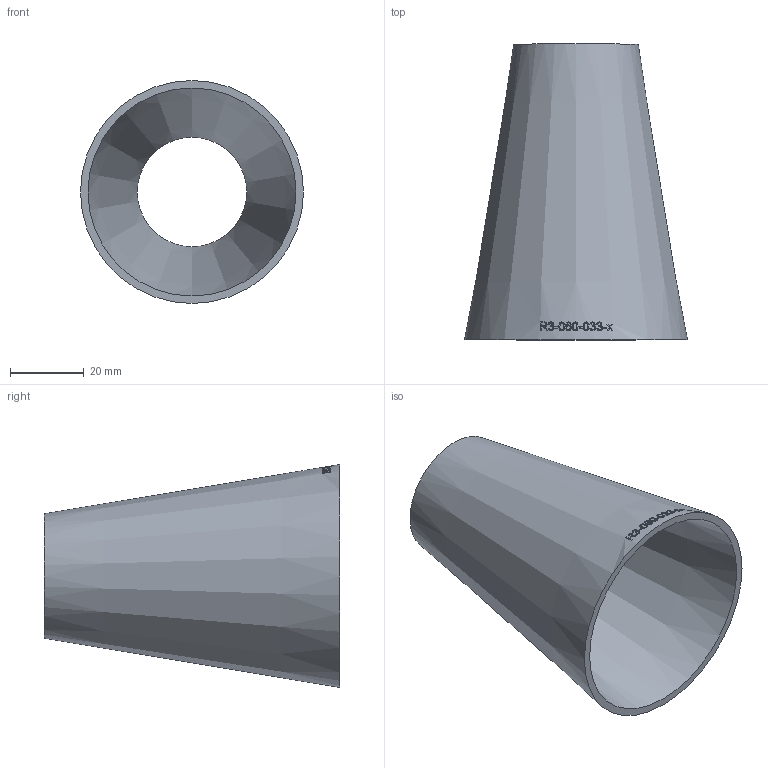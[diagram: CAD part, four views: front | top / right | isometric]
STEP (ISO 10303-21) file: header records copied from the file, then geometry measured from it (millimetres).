
FILE_DESCRIPTION (( 'STEP AP214' ), '1' );
FILE_NAME ('R3-060-033-x Reduzierung L=3(D-d) 2007.STEP', '2020-07-28T08:37:05', ( '' ), ( '' ), 'SwSTEP 2.0', 'SolidWorks 2019', '' );
FILE_SCHEMA (( 'AUTOMOTIVE_DESIGN' ));
Length unit declared in the file: millimetre
Products named in the file (1): R3-060-033-x Reduzierung L=3(D-d) 2007
Bounding box: 60.3 x 80 x 60.3 mm (x, y, z)
Volume: 22892.1 mm3; surface area: 23490.4 mm2
Topology: 1 solids, 1 shells, 164 faces, 435 edges, 290 vertices
Faces by surface type: bspline 143, cone 19, plane 2
Entity records: 19956 total; most frequent: CARTESIAN_POINT 15415, ORIENTED_EDGE 866, EDGE_CURVE 433, B_SPLINE_CURVE_WITH_KNOTS 429, VERTEX_POINT 290, EDGE_LOOP 185, FACE_OUTER_BOUND 164, ADVANCED_FACE 164
